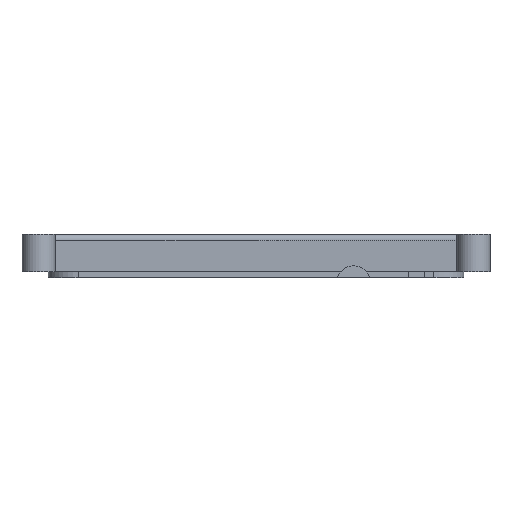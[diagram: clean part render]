
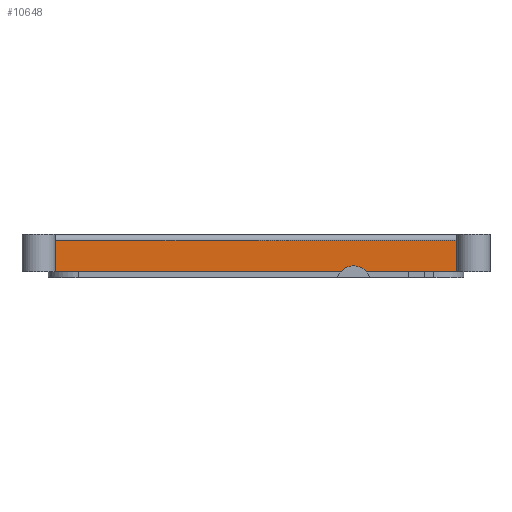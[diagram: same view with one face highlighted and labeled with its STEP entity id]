
A CAD part, front view. The second image highlights one B-rep face of the part: STEP entity #10648.
In plain terms, the highlighted planar face has unit normal (0, -1, 0).
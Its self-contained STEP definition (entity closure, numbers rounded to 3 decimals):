
#3302 = VERTEX_POINT('',#3303);
#3303 = CARTESIAN_POINT('',(-33.5,-117.,11.));
#3310 = EDGE_CURVE('',#3302,#3311,#3313,.T.);
#3311 = VERTEX_POINT('',#3312);
#3312 = CARTESIAN_POINT('',(-33.5,-117.,16.2));
#3313 = LINE('',#3314,#3315);
#3314 = CARTESIAN_POINT('',(-33.5,-117.,0.));
#3315 = VECTOR('',#3316,1.);
#3316 = DIRECTION('',(0.,0.,1.));
#3474 = VERTEX_POINT('',#3475);
#3475 = CARTESIAN_POINT('',(33.5,-117.,16.2));
#3504 = EDGE_CURVE('',#3474,#3311,#3505,.T.);
#3505 = LINE('',#3506,#3507);
#3506 = CARTESIAN_POINT('',(33.5,-117.,16.2));
#3507 = VECTOR('',#3508,1.);
#3508 = DIRECTION('',(-1.,0.,0.));
#3564 = EDGE_CURVE('',#3474,#3565,#3567,.T.);
#3565 = VERTEX_POINT('',#3566);
#3566 = CARTESIAN_POINT('',(33.5,-117.,11.));
#3567 = LINE('',#3568,#3569);
#3568 = CARTESIAN_POINT('',(33.5,-117.,0.));
#3569 = VECTOR('',#3570,1.);
#3570 = DIRECTION('',(0.,0.,-1.));
#10579 = VERTEX_POINT('',#10580);
#10580 = CARTESIAN_POINT('',(14.172,-117.,11.));
#10586 = EDGE_CURVE('',#3302,#10579,#10587,.T.);
#10587 = LINE('',#10588,#10589);
#10588 = CARTESIAN_POINT('',(-37.5,-117.,11.));
#10589 = VECTOR('',#10590,1.);
#10590 = DIRECTION('',(1.,0.,0.));
#10648 = ADVANCED_FACE('',(#10649),#10670,.F.);
#10649 = FACE_BOUND('',#10650,.F.);
#10650 = EDGE_LOOP('',(#10651,#10652,#10660,#10667,#10668,#10669));
#10651 = ORIENTED_EDGE('',*,*,#3564,.T.);
#10652 = ORIENTED_EDGE('',*,*,#10653,.F.);
#10653 = EDGE_CURVE('',#10654,#3565,#10656,.T.);
#10654 = VERTEX_POINT('',#10655);
#10655 = CARTESIAN_POINT('',(18.348,-117.,11.));
#10656 = LINE('',#10657,#10658);
#10657 = CARTESIAN_POINT('',(-37.5,-117.,11.));
#10658 = VECTOR('',#10659,1.);
#10659 = DIRECTION('',(1.,0.,0.));
#10660 = ORIENTED_EDGE('',*,*,#10661,.T.);
#10661 = EDGE_CURVE('',#10654,#10579,#10662,.T.);
#10662 = CIRCLE('',#10663,2.75);
#10663 = AXIS2_PLACEMENT_3D('',#10664,#10665,#10666);
#10664 = CARTESIAN_POINT('',(16.26,-117.,9.21));
#10665 = DIRECTION('',(0.,-1.,0.));
#10666 = DIRECTION('',(1.,0.,0.));
#10667 = ORIENTED_EDGE('',*,*,#10586,.F.);
#10668 = ORIENTED_EDGE('',*,*,#3310,.T.);
#10669 = ORIENTED_EDGE('',*,*,#3504,.F.);
#10670 = PLANE('',#10671);
#10671 = AXIS2_PLACEMENT_3D('',#10672,#10673,#10674);
#10672 = CARTESIAN_POINT('',(0.,-117.,8.6));
#10673 = DIRECTION('',(0.,1.,0.));
#10674 = DIRECTION('',(0.,0.,1.));
